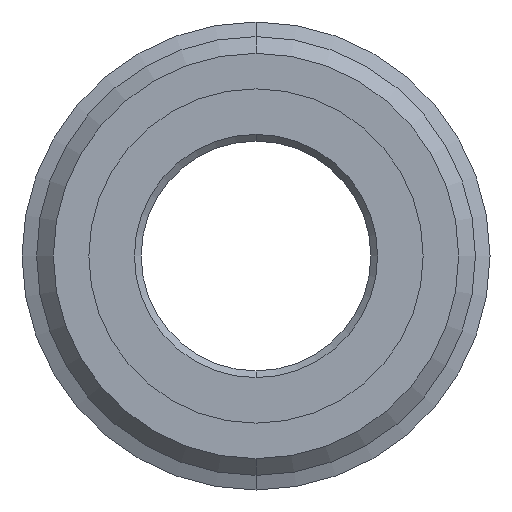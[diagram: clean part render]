
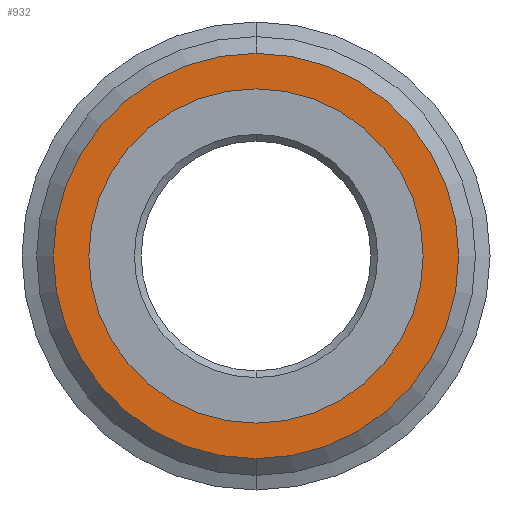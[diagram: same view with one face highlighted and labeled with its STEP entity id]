
A CAD part, front view. The second image highlights one B-rep face of the part: STEP entity #932.
In plain terms, the highlighted planar face has unit normal (0, -1, 0).
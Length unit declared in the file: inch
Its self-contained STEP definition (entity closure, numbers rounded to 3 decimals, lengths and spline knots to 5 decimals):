
#12 = CARTESIAN_POINT ( 'NONE',  ( 0., -0.55, -0.5 ) ) ;
#57 = EDGE_LOOP ( 'NONE', ( #2357, #616 ) ) ;
#117 = PLANE ( 'NONE',  #2016 ) ;
#137 = CARTESIAN_POINT ( 'NONE',  ( 0., -0.55, 0. ) ) ;
#158 = EDGE_CURVE ( 'NONE', #774, #484, #471, .T. ) ;
#175 = AXIS2_PLACEMENT_3D ( 'NONE', #831, #664, #879 ) ;
#471 = CIRCLE ( 'NONE', #175, 0.5 ) ;
#484 = VERTEX_POINT ( 'NONE', #12 ) ;
#561 = CARTESIAN_POINT ( 'NONE',  ( 0., -0.55, 0.5 ) ) ;
#616 = ORIENTED_EDGE ( 'NONE', *, *, #1879, .T. ) ;
#664 = DIRECTION ( 'NONE',  ( 0., -1., 0. ) ) ;
#725 = DIRECTION ( 'NONE',  ( 0., 0., 1. ) ) ;
#774 = VERTEX_POINT ( 'NONE', #561 ) ;
#776 = DIRECTION ( 'NONE',  ( 0., -1., 0. ) ) ;
#786 = DIRECTION ( 'NONE',  ( 0., 0., 1. ) ) ;
#811 = EDGE_LOOP ( 'NONE', ( #1755, #2167 ) ) ;
#831 = CARTESIAN_POINT ( 'NONE',  ( 0., -0.55, 0. ) ) ;
#840 = VERTEX_POINT ( 'NONE', #2603 ) ;
#879 = DIRECTION ( 'NONE',  ( 0., 0., -1. ) ) ;
#932 = ADVANCED_FACE ( 'NONE', ( #1729, #1373 ), #117, .F. ) ;
#963 = DIRECTION ( 'NONE',  ( 0., -1., 0. ) ) ;
#1072 = VERTEX_POINT ( 'NONE', #1200 ) ;
#1200 = CARTESIAN_POINT ( 'NONE',  ( 0., -0.55, 0.60625 ) ) ;
#1373 = FACE_BOUND ( 'NONE', #811, .T. ) ;
#1387 = CARTESIAN_POINT ( 'NONE',  ( 0., -0.55, 0. ) ) ;
#1418 = DIRECTION ( 'NONE',  ( 0., 0., -1. ) ) ;
#1430 = DIRECTION ( 'NONE',  ( 0., 0., 1. ) ) ;
#1442 = DIRECTION ( 'NONE',  ( 0., -1., 0. ) ) ;
#1481 = EDGE_CURVE ( 'NONE', #1072, #840, #1972, .T. ) ;
#1613 = CARTESIAN_POINT ( 'NONE',  ( 0., -0.55, 0. ) ) ;
#1729 = FACE_OUTER_BOUND ( 'NONE', #57, .T. ) ;
#1755 = ORIENTED_EDGE ( 'NONE', *, *, #2480, .F. ) ;
#1879 = EDGE_CURVE ( 'NONE', #840, #1072, #2124, .T. ) ;
#1972 = CIRCLE ( 'NONE', #2326, 0.60625 ) ;
#1990 = CARTESIAN_POINT ( 'NONE',  ( 0., -0.55, 0. ) ) ;
#2016 = AXIS2_PLACEMENT_3D ( 'NONE', #137, #2560, #725 ) ;
#2124 = CIRCLE ( 'NONE', #2351, 0.60625 ) ;
#2129 = CIRCLE ( 'NONE', #2175, 0.5 ) ;
#2167 = ORIENTED_EDGE ( 'NONE', *, *, #158, .F. ) ;
#2175 = AXIS2_PLACEMENT_3D ( 'NONE', #1613, #1442, #1418 ) ;
#2326 = AXIS2_PLACEMENT_3D ( 'NONE', #1387, #776, #1430 ) ;
#2351 = AXIS2_PLACEMENT_3D ( 'NONE', #1990, #963, #786 ) ;
#2357 = ORIENTED_EDGE ( 'NONE', *, *, #1481, .T. ) ;
#2480 = EDGE_CURVE ( 'NONE', #484, #774, #2129, .T. ) ;
#2560 = DIRECTION ( 'NONE',  ( 0., 1., 0. ) ) ;
#2603 = CARTESIAN_POINT ( 'NONE',  ( 0., -0.55, -0.60625 ) ) ;
